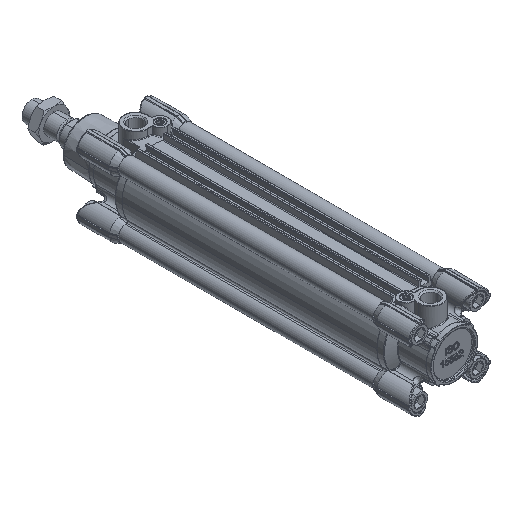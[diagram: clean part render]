
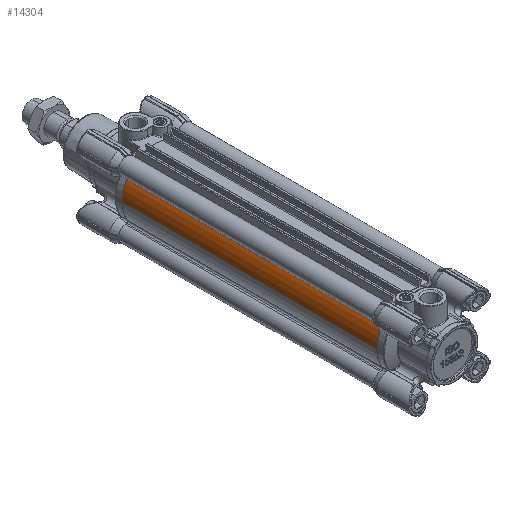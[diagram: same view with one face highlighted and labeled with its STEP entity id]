
A CAD part, isometric view. The second image highlights one B-rep face of the part: STEP entity #14304.
In plain terms, the highlighted cylindrical face has radius 27 mm (diameter 54 mm), a partial arc.
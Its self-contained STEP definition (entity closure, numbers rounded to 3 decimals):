
#2166 = VERTEX_POINT ( 'NONE', #93479 ) ;
#4467 = EDGE_CURVE ( 'NONE', #7455, #40682, #50049, .T. ) ;
#5191 = CIRCLE ( 'NONE', #88731, 27. ) ;
#5313 = CARTESIAN_POINT ( 'NONE',  ( -22.483, 191., 14.95 ) ) ;
#7455 = VERTEX_POINT ( 'NONE', #93965 ) ;
#8750 = DIRECTION ( 'NONE',  ( 1., 0., 0. ) ) ;
#14304 = ADVANCED_FACE ( 'NONE', ( #101989 ), #33500, .T. ) ;
#15683 = DIRECTION ( 'NONE',  ( 0., 1., 0. ) ) ;
#23927 = CARTESIAN_POINT ( 'NONE',  ( -27., 191., 0. ) ) ;
#24389 = AXIS2_PLACEMENT_3D ( 'NONE', #100890, #15683, #109238 ) ;
#27216 = AXIS2_PLACEMENT_3D ( 'NONE', #78322, #86694, #8750 ) ;
#27807 = EDGE_CURVE ( 'NONE', #2166, #106545, #81592, .T. ) ;
#29308 = DIRECTION ( 'NONE',  ( 0., 1., 0. ) ) ;
#30127 = CARTESIAN_POINT ( 'NONE',  ( -22.483, 235., 14.95 ) ) ;
#32768 = DIRECTION ( 'NONE',  ( 1., 0., 0. ) ) ;
#33500 = CYLINDRICAL_SURFACE ( 'NONE', #24389, 27. ) ;
#40682 = VERTEX_POINT ( 'NONE', #69307 ) ;
#45006 = CIRCLE ( 'NONE', #27216, 27. ) ;
#46380 = EDGE_LOOP ( 'NONE', ( #63987, #67287, #103190, #66051 ) ) ;
#48961 = DIRECTION ( 'NONE',  ( 0., 1., 0. ) ) ;
#50049 = LINE ( 'NONE', #23927, #65400 ) ;
#50615 = EDGE_CURVE ( 'NONE', #106545, #40682, #5191, .T. ) ;
#63987 = ORIENTED_EDGE ( 'NONE', *, *, #4467, .F. ) ;
#65400 = VECTOR ( 'NONE', #48961, 1000. ) ;
#66051 = ORIENTED_EDGE ( 'NONE', *, *, #50615, .T. ) ;
#67287 = ORIENTED_EDGE ( 'NONE', *, *, #103435, .F. ) ;
#69307 = CARTESIAN_POINT ( 'NONE',  ( -27., 235., 0. ) ) ;
#75039 = CARTESIAN_POINT ( 'NONE',  ( 0., 235., 0. ) ) ;
#78322 = CARTESIAN_POINT ( 'NONE',  ( 0., 31., 0. ) ) ;
#81592 = LINE ( 'NONE', #5313, #85870 ) ;
#85870 = VECTOR ( 'NONE', #29308, 1000. ) ;
#86694 = DIRECTION ( 'NONE',  ( 0., -1., 0. ) ) ;
#88731 = AXIS2_PLACEMENT_3D ( 'NONE', #75039, #100690, #32768 ) ;
#93479 = CARTESIAN_POINT ( 'NONE',  ( -22.483, 31., 14.95 ) ) ;
#93965 = CARTESIAN_POINT ( 'NONE',  ( -27., 31., 0. ) ) ;
#100690 = DIRECTION ( 'NONE',  ( 0., -1., 0. ) ) ;
#100890 = CARTESIAN_POINT ( 'NONE',  ( 0., 191., 0. ) ) ;
#101989 = FACE_OUTER_BOUND ( 'NONE', #46380, .T. ) ;
#103190 = ORIENTED_EDGE ( 'NONE', *, *, #27807, .T. ) ;
#103435 = EDGE_CURVE ( 'NONE', #2166, #7455, #45006, .T. ) ;
#106545 = VERTEX_POINT ( 'NONE', #30127 ) ;
#109238 = DIRECTION ( 'NONE',  ( -1., 0., 0. ) ) ;
